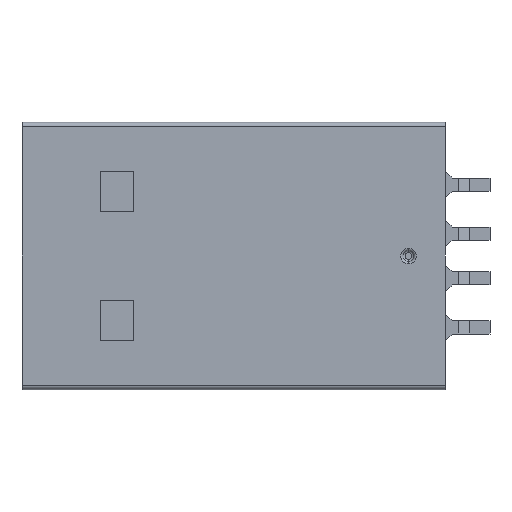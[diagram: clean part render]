
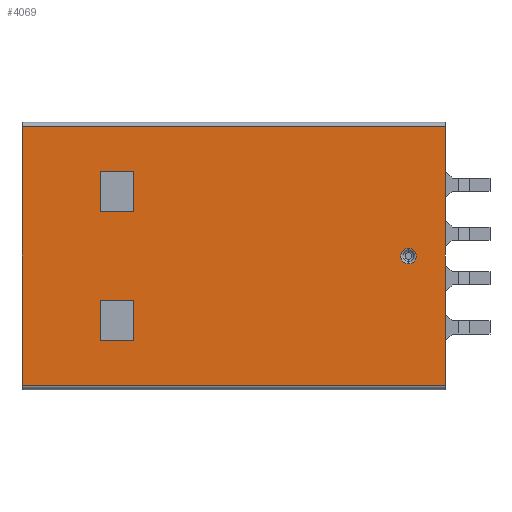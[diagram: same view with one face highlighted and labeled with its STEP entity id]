
A CAD part, front view. The second image highlights one B-rep face of the part: STEP entity #4069.
In plain terms, the highlighted planar face has unit normal (0, -1, 0).
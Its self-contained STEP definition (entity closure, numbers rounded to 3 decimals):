
#21 = ORIENTED_EDGE ( 'NONE', *, *, #3265, .F. ) ;
#52 = EDGE_LOOP ( 'NONE', ( #579, #327, #21, #3286 ) ) ;
#102 = VECTOR ( 'NONE', #452, 1000. ) ;
#158 = CARTESIAN_POINT ( 'NONE',  ( 3.5, 0., -3.8 ) ) ;
#160 = VERTEX_POINT ( 'NONE', #5054 ) ;
#179 = CARTESIAN_POINT ( 'NONE',  ( 0., 0., 6. ) ) ;
#296 = ORIENTED_EDGE ( 'NONE', *, *, #3374, .F. ) ;
#327 = ORIENTED_EDGE ( 'NONE', *, *, #1378, .F. ) ;
#452 = DIRECTION ( 'NONE',  ( 0., 0., -1. ) ) ;
#463 = VECTOR ( 'NONE', #4930, 1000. ) ;
#483 = CARTESIAN_POINT ( 'NONE',  ( 5., 0., -3.8 ) ) ;
#496 = CARTESIAN_POINT ( 'NONE',  ( 3.5, 0., -2. ) ) ;
#565 = AXIS2_PLACEMENT_3D ( 'NONE', #3778, #1599, #757 ) ;
#579 = ORIENTED_EDGE ( 'NONE', *, *, #3435, .F. ) ;
#605 = DIRECTION ( 'NONE',  ( 0., 0., -1. ) ) ;
#736 = CARTESIAN_POINT ( 'NONE',  ( 5., 0., 3.8 ) ) ;
#757 = DIRECTION ( 'NONE',  ( 0., 0., 1. ) ) ;
#772 = EDGE_CURVE ( 'NONE', #3963, #4800, #1880, .T. ) ;
#874 = CARTESIAN_POINT ( 'NONE',  ( 3.5, 0., -2. ) ) ;
#950 = DIRECTION ( 'NONE',  ( -1., 0., 0. ) ) ;
#957 = LINE ( 'NONE', #2682, #4646 ) ;
#1078 = LINE ( 'NONE', #4064, #463 ) ;
#1126 = LINE ( 'NONE', #736, #1689 ) ;
#1360 = CARTESIAN_POINT ( 'NONE',  ( 19., 0., 5.8 ) ) ;
#1375 = LINE ( 'NONE', #483, #5442 ) ;
#1378 = EDGE_CURVE ( 'NONE', #5472, #3491, #4456, .T. ) ;
#1417 = DIRECTION ( 'NONE',  ( 0., 0., 1. ) ) ;
#1418 = CARTESIAN_POINT ( 'NONE',  ( 5., 0., -2. ) ) ;
#1426 = EDGE_LOOP ( 'NONE', ( #2334, #4593, #296, #4575 ) ) ;
#1431 = CARTESIAN_POINT ( 'NONE',  ( 0., 0., -5.8 ) ) ;
#1464 = VECTOR ( 'NONE', #3111, 1000. ) ;
#1500 = PLANE ( 'NONE',  #2975 ) ;
#1545 = CARTESIAN_POINT ( 'NONE',  ( 5., 0., -3.8 ) ) ;
#1551 = EDGE_CURVE ( 'NONE', #2808, #4333, #1126, .T. ) ;
#1599 = DIRECTION ( 'NONE',  ( 0., 1., 0. ) ) ;
#1689 = VECTOR ( 'NONE', #1975, 1000. ) ;
#1720 = CARTESIAN_POINT ( 'NONE',  ( 3.5, 0., 3.8 ) ) ;
#1754 = LINE ( 'NONE', #4726, #4477 ) ;
#1776 = DIRECTION ( 'NONE',  ( 0., 0., 1. ) ) ;
#1809 = ORIENTED_EDGE ( 'NONE', *, *, #4486, .T. ) ;
#1880 = LINE ( 'NONE', #3573, #4082 ) ;
#1899 = EDGE_CURVE ( 'NONE', #5315, #2705, #1375, .T. ) ;
#1951 = FACE_BOUND ( 'NONE', #1426, .T. ) ;
#1975 = DIRECTION ( 'NONE',  ( 0., 0., 1. ) ) ;
#2014 = CARTESIAN_POINT ( 'NONE',  ( 3.5, 0., 2. ) ) ;
#2236 = CARTESIAN_POINT ( 'NONE',  ( 17.337, 0., -0.004 ) ) ;
#2250 = VECTOR ( 'NONE', #5457, 1000. ) ;
#2334 = ORIENTED_EDGE ( 'NONE', *, *, #1899, .F. ) ;
#2341 = CARTESIAN_POINT ( 'NONE',  ( 3.5, 0., 3.8 ) ) ;
#2343 = FACE_BOUND ( 'NONE', #3722, .T. ) ;
#2488 = CARTESIAN_POINT ( 'NONE',  ( 3.5, 0., 2. ) ) ;
#2682 = CARTESIAN_POINT ( 'NONE',  ( 19., 0., -5.8 ) ) ;
#2694 = DIRECTION ( 'NONE',  ( 0., 1., 0. ) ) ;
#2705 = VERTEX_POINT ( 'NONE', #1418 ) ;
#2714 = VECTOR ( 'NONE', #5499, 1000. ) ;
#2808 = VERTEX_POINT ( 'NONE', #4116 ) ;
#2892 = EDGE_CURVE ( 'NONE', #3963, #4404, #1078, .T. ) ;
#2931 = VECTOR ( 'NONE', #3648, 1000. ) ;
#2949 = EDGE_CURVE ( 'NONE', #3773, #5315, #3460, .T. ) ;
#2970 = CIRCLE ( 'NONE', #3677, 0.35 ) ;
#2975 = AXIS2_PLACEMENT_3D ( 'NONE', #179, #3597, #1417 ) ;
#2980 = CIRCLE ( 'NONE', #565, 0.35 ) ;
#3007 = LINE ( 'NONE', #4697, #102 ) ;
#3111 = DIRECTION ( 'NONE',  ( -1., 0., 0. ) ) ;
#3136 = DIRECTION ( 'NONE',  ( 0., 0., 1. ) ) ;
#3147 = EDGE_CURVE ( 'NONE', #5510, #4800, #957, .T. ) ;
#3207 = VERTEX_POINT ( 'NONE', #5319 ) ;
#3211 = FACE_BOUND ( 'NONE', #52, .T. ) ;
#3265 = EDGE_CURVE ( 'NONE', #4333, #5472, #1754, .T. ) ;
#3286 = ORIENTED_EDGE ( 'NONE', *, *, #1551, .F. ) ;
#3330 = LINE ( 'NONE', #2488, #2714 ) ;
#3374 = EDGE_CURVE ( 'NONE', #3909, #3773, #3007, .T. ) ;
#3435 = EDGE_CURVE ( 'NONE', #3491, #2808, #3330, .T. ) ;
#3460 = LINE ( 'NONE', #4258, #2250 ) ;
#3481 = ORIENTED_EDGE ( 'NONE', *, *, #3147, .T. ) ;
#3491 = VERTEX_POINT ( 'NONE', #2014 ) ;
#3542 = LINE ( 'NONE', #4457, #5368 ) ;
#3573 = CARTESIAN_POINT ( 'NONE',  ( 19., 0., 6. ) ) ;
#3597 = DIRECTION ( 'NONE',  ( 0., 1., 0. ) ) ;
#3629 = EDGE_CURVE ( 'NONE', #160, #3207, #2970, .T. ) ;
#3648 = DIRECTION ( 'NONE',  ( 0., 0., -1. ) ) ;
#3655 = CARTESIAN_POINT ( 'NONE',  ( 19., 0., -5.8 ) ) ;
#3677 = AXIS2_PLACEMENT_3D ( 'NONE', #2236, #2694, #3136 ) ;
#3722 = EDGE_LOOP ( 'NONE', ( #1809, #5407 ) ) ;
#3773 = VERTEX_POINT ( 'NONE', #158 ) ;
#3778 = CARTESIAN_POINT ( 'NONE',  ( 17.337, 0., -0.004 ) ) ;
#3870 = CARTESIAN_POINT ( 'NONE',  ( 5., 0., 3.8 ) ) ;
#3909 = VERTEX_POINT ( 'NONE', #496 ) ;
#3963 = VERTEX_POINT ( 'NONE', #1360 ) ;
#3964 = DIRECTION ( 'NONE',  ( 0., 0., -1. ) ) ;
#4011 = FACE_OUTER_BOUND ( 'NONE', #4915, .T. ) ;
#4054 = EDGE_CURVE ( 'NONE', #4404, #5510, #3542, .T. ) ;
#4064 = CARTESIAN_POINT ( 'NONE',  ( 0., 0., 5.8 ) ) ;
#4069 = ADVANCED_FACE ( 'NONE', ( #2343, #1951, #3211, #4011 ), #1500, .F. ) ;
#4082 = VECTOR ( 'NONE', #3964, 1000. ) ;
#4116 = CARTESIAN_POINT ( 'NONE',  ( 5., 0., 2. ) ) ;
#4258 = CARTESIAN_POINT ( 'NONE',  ( 3.5, 0., -3.8 ) ) ;
#4333 = VERTEX_POINT ( 'NONE', #3870 ) ;
#4372 = DIRECTION ( 'NONE',  ( 1., 0., 0. ) ) ;
#4404 = VERTEX_POINT ( 'NONE', #4474 ) ;
#4456 = LINE ( 'NONE', #2341, #2931 ) ;
#4457 = CARTESIAN_POINT ( 'NONE',  ( 0., 0., 6. ) ) ;
#4474 = CARTESIAN_POINT ( 'NONE',  ( 0., 0., 5.8 ) ) ;
#4477 = VECTOR ( 'NONE', #950, 1000. ) ;
#4486 = EDGE_CURVE ( 'NONE', #3207, #160, #2980, .T. ) ;
#4575 = ORIENTED_EDGE ( 'NONE', *, *, #4622, .F. ) ;
#4593 = ORIENTED_EDGE ( 'NONE', *, *, #2949, .F. ) ;
#4622 = EDGE_CURVE ( 'NONE', #2705, #3909, #5542, .T. ) ;
#4646 = VECTOR ( 'NONE', #4372, 1000. ) ;
#4697 = CARTESIAN_POINT ( 'NONE',  ( 3.5, 0., -3.8 ) ) ;
#4726 = CARTESIAN_POINT ( 'NONE',  ( 3.5, 0., 3.8 ) ) ;
#4800 = VERTEX_POINT ( 'NONE', #3655 ) ;
#4915 = EDGE_LOOP ( 'NONE', ( #5114, #3481, #5332, #5527 ) ) ;
#4930 = DIRECTION ( 'NONE',  ( -1., 0., 0. ) ) ;
#5054 = CARTESIAN_POINT ( 'NONE',  ( 17.337, 0., -0.354 ) ) ;
#5114 = ORIENTED_EDGE ( 'NONE', *, *, #4054, .T. ) ;
#5315 = VERTEX_POINT ( 'NONE', #1545 ) ;
#5319 = CARTESIAN_POINT ( 'NONE',  ( 17.337, 0., 0.346 ) ) ;
#5332 = ORIENTED_EDGE ( 'NONE', *, *, #772, .F. ) ;
#5368 = VECTOR ( 'NONE', #605, 1000. ) ;
#5407 = ORIENTED_EDGE ( 'NONE', *, *, #3629, .T. ) ;
#5442 = VECTOR ( 'NONE', #1776, 1000. ) ;
#5457 = DIRECTION ( 'NONE',  ( 1., 0., 0. ) ) ;
#5472 = VERTEX_POINT ( 'NONE', #1720 ) ;
#5499 = DIRECTION ( 'NONE',  ( 1., 0., 0. ) ) ;
#5510 = VERTEX_POINT ( 'NONE', #1431 ) ;
#5527 = ORIENTED_EDGE ( 'NONE', *, *, #2892, .T. ) ;
#5542 = LINE ( 'NONE', #874, #1464 ) ;
